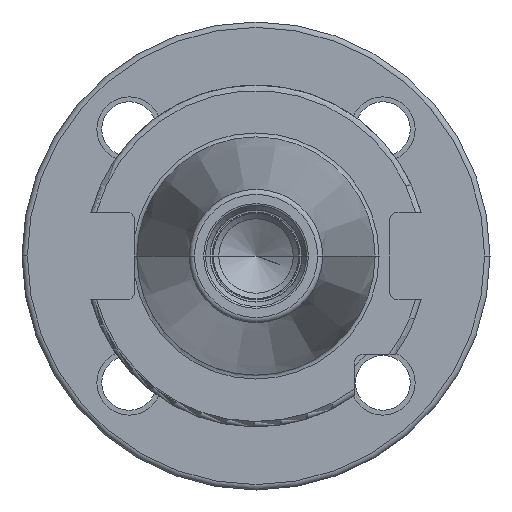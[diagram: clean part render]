
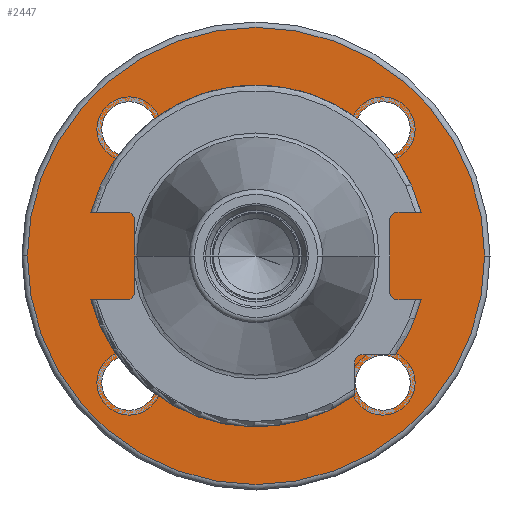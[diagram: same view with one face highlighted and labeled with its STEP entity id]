
A CAD part, left-side view. The second image highlights one B-rep face of the part: STEP entity #2447.
In plain terms, the highlighted planar face has unit normal (-1, 0, 0).
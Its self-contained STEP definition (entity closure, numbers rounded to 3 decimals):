
#130=DIRECTION('',(0.,0.,-1.));
#131=VECTOR('',#130,21.587);
#132=CARTESIAN_POINT('',(35.05,22.55,10.793));
#133=LINE('',#132,#131);
#312=CARTESIAN_POINT('',(35.05,0.,0.));
#313=DIRECTION('',(1.,0.,0.));
#314=DIRECTION('',(0.,0.902,0.432));
#315=AXIS2_PLACEMENT_3D('',#312,#313,#314);
#357=CARTESIAN_POINT('',(35.05,0.,0.));
#358=DIRECTION('',(-1.,0.,0.));
#359=DIRECTION('',(0.,1.,0.));
#360=AXIS2_PLACEMENT_3D('',#357,#358,#359);
#362=CARTESIAN_POINT('',(35.05,0.,0.));
#363=DIRECTION('',(-1.,0.,0.));
#364=DIRECTION('',(0.,-1.,0.));
#365=AXIS2_PLACEMENT_3D('',#362,#363,#364);
#367=CARTESIAN_POINT('',(35.05,23.582,-23.582));
#368=DIRECTION('',(1.,0.,0.));
#369=DIRECTION('',(0.,-1.,0.));
#370=AXIS2_PLACEMENT_3D('',#367,#368,#369);
#372=CARTESIAN_POINT('',(35.05,23.582,-23.582));
#373=DIRECTION('',(1.,0.,0.));
#374=DIRECTION('',(0.,1.,0.));
#375=AXIS2_PLACEMENT_3D('',#372,#373,#374);
#377=CARTESIAN_POINT('',(35.05,23.582,23.582));
#378=DIRECTION('',(1.,0.,0.));
#379=DIRECTION('',(0.,0.,-1.));
#380=AXIS2_PLACEMENT_3D('',#377,#378,#379);
#382=CARTESIAN_POINT('',(35.05,23.582,23.582));
#383=DIRECTION('',(1.,0.,0.));
#384=DIRECTION('',(0.,0.,1.));
#385=AXIS2_PLACEMENT_3D('',#382,#383,#384);
#387=CARTESIAN_POINT('',(35.05,-23.582,23.582));
#388=DIRECTION('',(1.,0.,0.));
#389=DIRECTION('',(0.,1.,0.));
#390=AXIS2_PLACEMENT_3D('',#387,#388,#389);
#392=CARTESIAN_POINT('',(35.05,-23.582,23.582));
#393=DIRECTION('',(1.,0.,0.));
#394=DIRECTION('',(0.,-1.,0.));
#395=AXIS2_PLACEMENT_3D('',#392,#393,#394);
#397=CARTESIAN_POINT('',(35.05,-23.582,-23.582));
#398=DIRECTION('',(1.,0.,0.));
#399=DIRECTION('',(0.,0.,1.));
#400=AXIS2_PLACEMENT_3D('',#397,#398,#399);
#402=CARTESIAN_POINT('',(35.05,-23.582,-23.582));
#403=DIRECTION('',(1.,0.,0.));
#404=DIRECTION('',(0.,0.,-1.));
#405=AXIS2_PLACEMENT_3D('',#402,#403,#404);
#1930=CARTESIAN_POINT('',(35.05,42.5,0.));
#1931=CARTESIAN_POINT('',(35.05,-42.5,0.));
#1932=VERTEX_POINT('',#1930);
#1933=VERTEX_POINT('',#1931);
#1940=CARTESIAN_POINT('',(35.05,18.482,-23.582));
#1941=CARTESIAN_POINT('',(35.05,28.682,-23.582));
#1942=VERTEX_POINT('',#1940);
#1943=VERTEX_POINT('',#1941);
#1948=CARTESIAN_POINT('',(35.05,23.582,18.482));
#1949=CARTESIAN_POINT('',(35.05,23.582,28.682));
#1950=VERTEX_POINT('',#1948);
#1951=VERTEX_POINT('',#1949);
#1956=CARTESIAN_POINT('',(35.05,-18.482,23.582));
#1957=CARTESIAN_POINT('',(35.05,-28.682,23.582));
#1958=VERTEX_POINT('',#1956);
#1959=VERTEX_POINT('',#1957);
#1964=CARTESIAN_POINT('',(35.05,-23.582,-18.482));
#1965=CARTESIAN_POINT('',(35.05,-23.582,-28.682));
#1966=VERTEX_POINT('',#1964);
#1967=VERTEX_POINT('',#1965);
#1968=CARTESIAN_POINT('',(35.05,22.55,10.793));
#1969=CARTESIAN_POINT('',(35.05,22.55,-10.793));
#1970=VERTEX_POINT('',#1968);
#1971=VERTEX_POINT('',#1969);
#2408=CARTESIAN_POINT('',(35.05,0.,0.));
#2409=DIRECTION('',(1.,0.,0.));
#2410=DIRECTION('',(0.,-1.,0.));
#2411=AXIS2_PLACEMENT_3D('',#2408,#2409,#2410);
#2412=PLANE('',#2411);
#2414=ORIENTED_EDGE('',*,*,#2413,.F.);
#2416=ORIENTED_EDGE('',*,*,#2415,.F.);
#2417=EDGE_LOOP('',(#2414,#2416));
#2418=FACE_OUTER_BOUND('',#2417,.F.);
#2420=ORIENTED_EDGE('',*,*,#2419,.F.);
#2422=ORIENTED_EDGE('',*,*,#2421,.F.);
#2423=EDGE_LOOP('',(#2420,#2422));
#2424=FACE_BOUND('',#2423,.F.);
#2426=ORIENTED_EDGE('',*,*,#2425,.F.);
#2428=ORIENTED_EDGE('',*,*,#2427,.F.);
#2429=EDGE_LOOP('',(#2426,#2428));
#2430=FACE_BOUND('',#2429,.F.);
#2432=ORIENTED_EDGE('',*,*,#2431,.F.);
#2434=ORIENTED_EDGE('',*,*,#2433,.F.);
#2435=EDGE_LOOP('',(#2432,#2434));
#2436=FACE_BOUND('',#2435,.F.);
#2438=ORIENTED_EDGE('',*,*,#2437,.F.);
#2440=ORIENTED_EDGE('',*,*,#2439,.F.);
#2441=EDGE_LOOP('',(#2438,#2440));
#2442=FACE_BOUND('',#2441,.F.);
#2443=ORIENTED_EDGE('',*,*,#2400,.F.);
#2444=ORIENTED_EDGE('',*,*,#2150,.T.);
#2445=EDGE_LOOP('',(#2443,#2444));
#2446=FACE_BOUND('',#2445,.F.);
#2447=ADVANCED_FACE('',(#2418,#2424,#2430,#2436,#2442,#2446),#2412,.F.);
#316=CIRCLE('',#315,25.);
#361=CIRCLE('',#360,42.5);
#366=CIRCLE('',#365,42.5);
#371=CIRCLE('',#370,5.1);
#376=CIRCLE('',#375,5.1);
#381=CIRCLE('',#380,5.1);
#386=CIRCLE('',#385,5.1);
#391=CIRCLE('',#390,5.1);
#396=CIRCLE('',#395,5.1);
#401=CIRCLE('',#400,5.1);
#406=CIRCLE('',#405,5.1);
#2150=EDGE_CURVE('',#1970,#1971,#133,.T.);
#2400=EDGE_CURVE('',#1970,#1971,#316,.T.);
#2413=EDGE_CURVE('',#1932,#1933,#361,.T.);
#2415=EDGE_CURVE('',#1933,#1932,#366,.T.);
#2419=EDGE_CURVE('',#1942,#1943,#371,.T.);
#2421=EDGE_CURVE('',#1943,#1942,#376,.T.);
#2425=EDGE_CURVE('',#1950,#1951,#381,.T.);
#2427=EDGE_CURVE('',#1951,#1950,#386,.T.);
#2431=EDGE_CURVE('',#1958,#1959,#391,.T.);
#2433=EDGE_CURVE('',#1959,#1958,#396,.T.);
#2437=EDGE_CURVE('',#1966,#1967,#401,.T.);
#2439=EDGE_CURVE('',#1967,#1966,#406,.T.);
